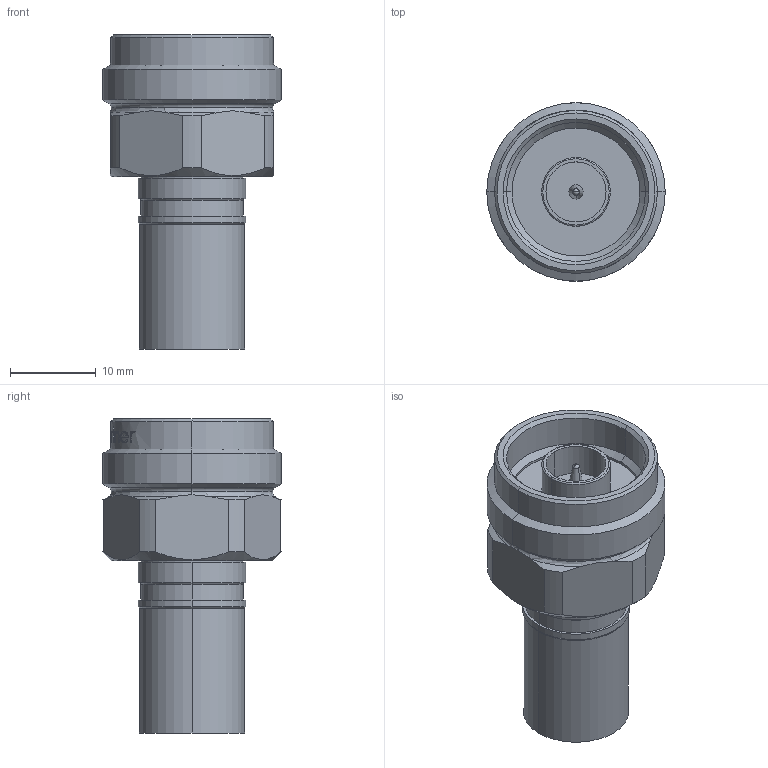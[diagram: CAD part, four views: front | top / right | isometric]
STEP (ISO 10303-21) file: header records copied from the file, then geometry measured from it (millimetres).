
FILE_DESCRIPTION (( 'STEP AP214' ), '1' );
FILE_NAME ('J01020A0184.STEP', '2020-05-26T09:55:20', ( '' ), ( '' ), 'SwSTEP 2.0', 'SolidWorks 2018', '' );
FILE_SCHEMA (( 'AUTOMOTIVE_DESIGN' ));
Length unit declared in the file: millimetre
Products named in the file (1): J01020A0184
Bounding box: 20.8 x 20.8 x 36.6 mm (x, y, z)
Volume: 5676.4 mm3; surface area: 3444.6 mm2
Topology: 1 solids, 1 shells, 263 faces, 651 edges, 421 vertices
Faces by surface type: plane 83, bspline 78, cylinder 56, cone 34, torus 10, sphere 2
Entity records: 13632 total; most frequent: CARTESIAN_POINT 4980, ORIENTED_EDGE 1302, DIRECTION 1015, EDGE_CURVE 651, VERTEX_POINT 421, AXIS2_PLACEMENT_3D 372, EDGE_LOOP 294, VECTOR 271
